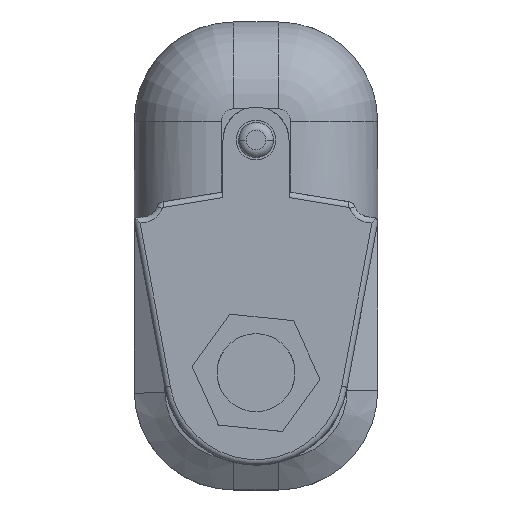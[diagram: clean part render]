
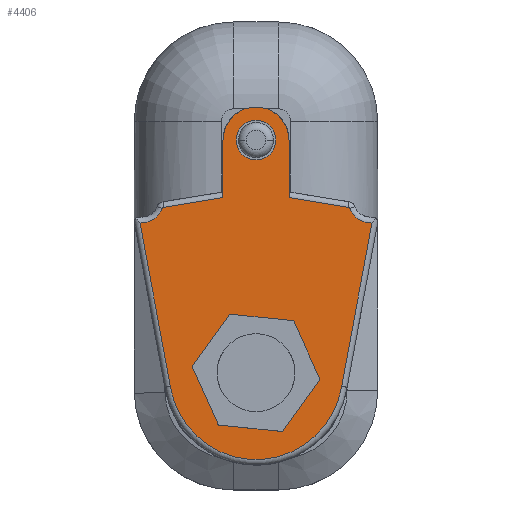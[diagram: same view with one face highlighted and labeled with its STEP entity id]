
A CAD part, top view. The second image highlights one B-rep face of the part: STEP entity #4406.
In plain terms, the highlighted planar face has unit normal (0, 0, 1).
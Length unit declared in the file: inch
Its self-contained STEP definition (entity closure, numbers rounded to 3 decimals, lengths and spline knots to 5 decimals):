
#88 = LINE ( 'NONE', #6316, #5055 ) ;
#134 = VERTEX_POINT ( 'NONE', #6810 ) ;
#192 = CARTESIAN_POINT ( 'NONE',  ( -0.40465, -0.36625, 0. ) ) ;
#234 = EDGE_CURVE ( 'NONE', #3520, #4268, #88, .T. ) ;
#295 = CARTESIAN_POINT ( 'NONE',  ( 1.47153, -1.38846, 0. ) ) ;
#359 = ORIENTED_EDGE ( 'NONE', *, *, #2302, .T. ) ;
#672 = CARTESIAN_POINT ( 'NONE',  ( 1.4685, -1.40477, 0. ) ) ;
#710 = ORIENTED_EDGE ( 'NONE', *, *, #5478, .T. ) ;
#736 = AXIS2_PLACEMENT_3D ( 'NONE', #4760, #1706, #1151 ) ;
#833 = EDGE_CURVE ( 'NONE', #992, #1887, #4626, .T. ) ;
#992 = VERTEX_POINT ( 'NONE', #3069 ) ;
#997 = DIRECTION ( 'NONE',  ( 1., 0., 0. ) ) ;
#1074 = EDGE_CURVE ( 'NONE', #5851, #5242, #6603, .T. ) ;
#1081 = ORIENTED_EDGE ( 'NONE', *, *, #833, .T. ) ;
#1151 = DIRECTION ( 'NONE',  ( 1., 0., 0. ) ) ;
#1172 = ORIENTED_EDGE ( 'NONE', *, *, #1074, .F. ) ;
#1201 = ORIENTED_EDGE ( 'NONE', *, *, #3398, .T. ) ;
#1319 = DIRECTION ( 'NONE',  ( 1., 0., 0. ) ) ;
#1326 = LINE ( 'NONE', #4098, #4868 ) ;
#1365 = FACE_OUTER_BOUND ( 'NONE', #5553, .T. ) ;
#1378 = EDGE_LOOP ( 'NONE', ( #1172, #4821 ) ) ;
#1439 = ORIENTED_EDGE ( 'NONE', *, *, #6962, .T. ) ;
#1464 = CARTESIAN_POINT ( 'NONE',  ( 0.01035, -0.36625, 0. ) ) ;
#1547 = CIRCLE ( 'NONE', #6026, 0.03 ) ;
#1585 = ORIENTED_EDGE ( 'NONE', *, *, #7005, .T. ) ;
#1706 = DIRECTION ( 'NONE',  ( 0., 0., 1. ) ) ;
#1731 = EDGE_CURVE ( 'NONE', #5091, #4268, #7465, .T. ) ;
#1887 = VERTEX_POINT ( 'NONE', #672 ) ;
#1950 = EDGE_CURVE ( 'NONE', #7716, #5045, #7771, .T. ) ;
#1993 = EDGE_CURVE ( 'NONE', #5242, #5851, #4824, .T. ) ;
#2005 = CARTESIAN_POINT ( 'NONE',  ( -1.42873, -1.12465, 0. ) ) ;
#2027 = DIRECTION ( 'NONE',  ( -0.987, -0.16, 0. ) ) ;
#2034 = DIRECTION ( 'NONE',  ( 0., -1., 0. ) ) ;
#2118 = CIRCLE ( 'NONE', #5388, 0.415 ) ;
#2136 = EDGE_CURVE ( 'NONE', #5045, #4376, #5965, .T. ) ;
#2185 = CIRCLE ( 'NONE', #2404, 0.28077 ) ;
#2251 = ORIENTED_EDGE ( 'NONE', *, *, #5897, .T. ) ;
#2302 = EDGE_CURVE ( 'NONE', #4376, #134, #3974, .T. ) ;
#2369 = DIRECTION ( 'NONE',  ( 0., 0., -1. ) ) ;
#2404 = AXIS2_PLACEMENT_3D ( 'NONE', #5429, #2369, #2870 ) ;
#2452 = CARTESIAN_POINT ( 'NONE',  ( 1.18859, -1.22851, 0. ) ) ;
#2722 = DIRECTION ( 'NONE',  ( 1., 0., 0. ) ) ;
#2824 = DIRECTION ( 'NONE',  ( 0., 0., 1. ) ) ;
#2870 = DIRECTION ( 'NONE',  ( 1., 0., 0. ) ) ;
#2898 = ORIENTED_EDGE ( 'NONE', *, *, #2136, .T. ) ;
#3010 = CARTESIAN_POINT ( 'NONE',  ( 0.01035, -0.36625, 0. ) ) ;
#3023 = AXIS2_PLACEMENT_3D ( 'NONE', #2005, #4438, #1319 ) ;
#3058 = ORIENTED_EDGE ( 'NONE', *, *, #234, .F. ) ;
#3069 = CARTESIAN_POINT ( 'NONE',  ( 1.08632, -3.46202, 0. ) ) ;
#3398 = EDGE_CURVE ( 'NONE', #1887, #4279, #2185, .T. ) ;
#3464 = CARTESIAN_POINT ( 'NONE',  ( 1.16072, -1.23961, 0. ) ) ;
#3474 = PLANE ( 'NONE',  #736 ) ;
#3490 = DIRECTION ( 'NONE',  ( 1., 0., 0. ) ) ;
#3520 = VERTEX_POINT ( 'NONE', #3681 ) ;
#3592 = AXIS2_PLACEMENT_3D ( 'NONE', #7018, #7666, #997 ) ;
#3659 = FACE_BOUND ( 'NONE', #1378, .T. ) ;
#3681 = CARTESIAN_POINT ( 'NONE',  ( 0.42535, -0.36625, 0. ) ) ;
#3697 = DIRECTION ( 'NONE',  ( 0.183, -0.983, 0. ) ) ;
#3944 = VERTEX_POINT ( 'NONE', #192 ) ;
#3974 = CIRCLE ( 'NONE', #3023, 0.28077 ) ;
#4067 = EDGE_CURVE ( 'NONE', #3520, #3944, #2118, .T. ) ;
#4071 = VECTOR ( 'NONE', #2027, 39.37008 ) ;
#4098 = CARTESIAN_POINT ( 'NONE',  ( -0.40465, 0., 0. ) ) ;
#4152 = VECTOR ( 'NONE', #6375, 39.37008 ) ;
#4164 = CARTESIAN_POINT ( 'NONE',  ( 0.42535, -1.08965, 0. ) ) ;
#4239 = AXIS2_PLACEMENT_3D ( 'NONE', #4657, #2824, #4686 ) ;
#4268 = VERTEX_POINT ( 'NONE', #4164 ) ;
#4279 = VERTEX_POINT ( 'NONE', #2452 ) ;
#4326 = LINE ( 'NONE', #5541, #4608 ) ;
#4376 = VERTEX_POINT ( 'NONE', #6609 ) ;
#4406 = ADVANCED_FACE ( 'NONE', ( #3659, #1365 ), #3474, .T. ) ;
#4438 = DIRECTION ( 'NONE',  ( 0., 0., -1. ) ) ;
#4538 = CARTESIAN_POINT ( 'NONE',  ( -1.14482, -1.21, 0. ) ) ;
#4558 = DIRECTION ( 'NONE',  ( 0., 0., 1. ) ) ;
#4599 = DIRECTION ( 'NONE',  ( 0., 0., 1. ) ) ;
#4608 = VECTOR ( 'NONE', #3697, 39.37008 ) ;
#4616 = VECTOR ( 'NONE', #4820, 39.37008 ) ;
#4626 = LINE ( 'NONE', #295, #4152 ) ;
#4657 = CARTESIAN_POINT ( 'NONE',  ( 0.01035, -3.29192, 0. ) ) ;
#4686 = DIRECTION ( 'NONE',  ( 1., 0., 0. ) ) ;
#4760 = CARTESIAN_POINT ( 'NONE',  ( 0., 0., 0. ) ) ;
#4820 = DIRECTION ( 'NONE',  ( -0.987, 0.16, 0. ) ) ;
#4821 = ORIENTED_EDGE ( 'NONE', *, *, #1993, .F. ) ;
#4824 = CIRCLE ( 'NONE', #6123, 0.25 ) ;
#4868 = VECTOR ( 'NONE', #6578, 39.37008 ) ;
#5024 = CARTESIAN_POINT ( 'NONE',  ( -1.06561, -3.46202, 0. ) ) ;
#5044 = AXIS2_PLACEMENT_3D ( 'NONE', #3010, #7900, #5074 ) ;
#5045 = VERTEX_POINT ( 'NONE', #7894 ) ;
#5055 = VECTOR ( 'NONE', #2034, 39.37008 ) ;
#5074 = DIRECTION ( 'NONE',  ( 1., 0., 0. ) ) ;
#5091 = VERTEX_POINT ( 'NONE', #7321 ) ;
#5107 = CARTESIAN_POINT ( 'NONE',  ( 0.01035, -0.36625, 0. ) ) ;
#5231 = VERTEX_POINT ( 'NONE', #5024 ) ;
#5242 = VERTEX_POINT ( 'NONE', #5559 ) ;
#5308 = ORIENTED_EDGE ( 'NONE', *, *, #1950, .T. ) ;
#5388 = AXIS2_PLACEMENT_3D ( 'NONE', #1464, #4599, #5743 ) ;
#5429 = CARTESIAN_POINT ( 'NONE',  ( 1.44944, -1.12465, 0. ) ) ;
#5478 = EDGE_CURVE ( 'NONE', #4279, #5091, #1547, .T. ) ;
#5495 = CARTESIAN_POINT ( 'NONE',  ( -0.40465, -1.08965, 0. ) ) ;
#5512 = ORIENTED_EDGE ( 'NONE', *, *, #4067, .T. ) ;
#5541 = CARTESIAN_POINT ( 'NONE',  ( -1.65176, -0.30685, 0. ) ) ;
#5553 = EDGE_LOOP ( 'NONE', ( #1081, #1201, #710, #7330, #3058, #5512, #1585, #5308, #2898, #359, #2251, #1439 ) ) ;
#5559 = CARTESIAN_POINT ( 'NONE',  ( -0.23965, -0.36625, 0. ) ) ;
#5743 = DIRECTION ( 'NONE',  ( 1., 0., 0. ) ) ;
#5851 = VERTEX_POINT ( 'NONE', #6287 ) ;
#5897 = EDGE_CURVE ( 'NONE', #134, #5231, #4326, .T. ) ;
#5965 = CIRCLE ( 'NONE', #3592, 0.03 ) ;
#6026 = AXIS2_PLACEMENT_3D ( 'NONE', #3464, #7130, #3490 ) ;
#6117 = CIRCLE ( 'NONE', #4239, 1.08933 ) ;
#6123 = AXIS2_PLACEMENT_3D ( 'NONE', #5107, #4558, #2722 ) ;
#6287 = CARTESIAN_POINT ( 'NONE',  ( 0.26035, -0.36625, 0. ) ) ;
#6316 = CARTESIAN_POINT ( 'NONE',  ( 0.42535, 0., 0. ) ) ;
#6375 = DIRECTION ( 'NONE',  ( 0.183, 0.983, 0. ) ) ;
#6578 = DIRECTION ( 'NONE',  ( 0., -1., 0. ) ) ;
#6603 = CIRCLE ( 'NONE', #5044, 0.25 ) ;
#6609 = CARTESIAN_POINT ( 'NONE',  ( -1.16788, -1.22851, 0. ) ) ;
#6670 = CARTESIAN_POINT ( 'NONE',  ( -0.16166, -0.9942, 0. ) ) ;
#6810 = CARTESIAN_POINT ( 'NONE',  ( -1.44779, -1.40477, 0. ) ) ;
#6962 = EDGE_CURVE ( 'NONE', #5231, #992, #6117, .T. ) ;
#7005 = EDGE_CURVE ( 'NONE', #3944, #7716, #1326, .T. ) ;
#7018 = CARTESIAN_POINT ( 'NONE',  ( -1.14001, -1.23961, 0. ) ) ;
#7130 = DIRECTION ( 'NONE',  ( 0., 0., 1. ) ) ;
#7321 = CARTESIAN_POINT ( 'NONE',  ( 1.16553, -1.21, 0. ) ) ;
#7330 = ORIENTED_EDGE ( 'NONE', *, *, #1731, .T. ) ;
#7465 = LINE ( 'NONE', #6670, #4616 ) ;
#7666 = DIRECTION ( 'NONE',  ( 0., 0., 1. ) ) ;
#7716 = VERTEX_POINT ( 'NONE', #5495 ) ;
#7771 = LINE ( 'NONE', #4538, #4071 ) ;
#7894 = CARTESIAN_POINT ( 'NONE',  ( -1.14482, -1.21, 0. ) ) ;
#7900 = DIRECTION ( 'NONE',  ( 0., 0., 1. ) ) ;
